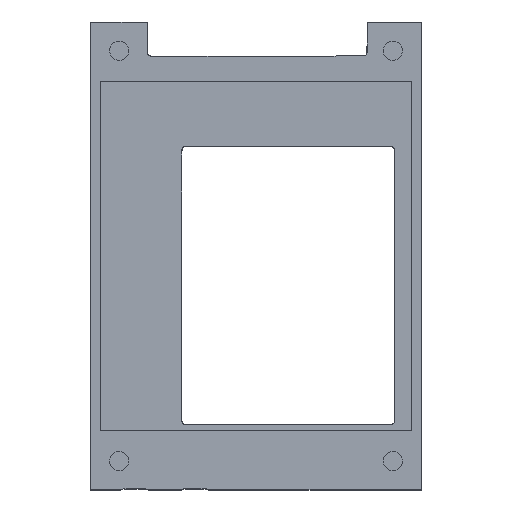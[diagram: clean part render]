
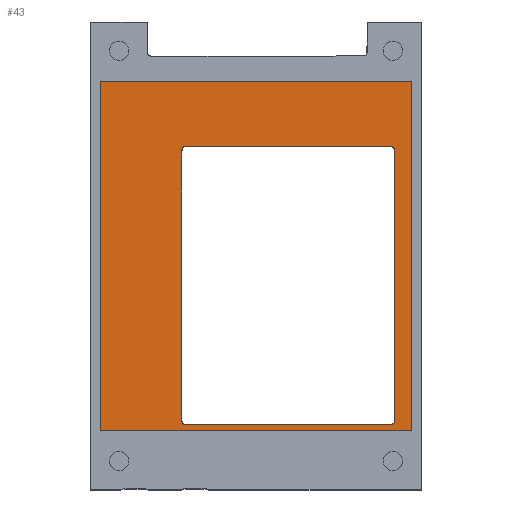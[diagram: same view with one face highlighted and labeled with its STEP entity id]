
A CAD part, top view. The second image highlights one B-rep face of the part: STEP entity #43.
In plain terms, the highlighted planar face has unit normal (0, 0, 1).
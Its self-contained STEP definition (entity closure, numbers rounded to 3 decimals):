
#43=ADVANCED_FACE($,(#85,#63),#491,.T.);
#63=FACE_BOUND($,#127,.T.);
#85=FACE_OUTER_BOUND($,#126,.T.);
#126=EDGE_LOOP($,(#259,#260,#261,#262));
#127=EDGE_LOOP($,(#263,#264));
#259=ORIENTED_EDGE($,*,*,#368,.T.);
#260=ORIENTED_EDGE($,*,*,#371,.T.);
#261=ORIENTED_EDGE($,*,*,#373,.T.);
#262=ORIENTED_EDGE($,*,*,#375,.T.);
#263=ORIENTED_EDGE($,*,*,#367,.T.);
#264=ORIENTED_EDGE($,*,*,#378,.T.);
#367=EDGE_CURVE($,#438,#444,#515,.T.);
#368=EDGE_CURVE($,#439,#440,#569,.T.);
#371=EDGE_CURVE($,#440,#441,#572,.T.);
#373=EDGE_CURVE($,#441,#442,#574,.T.);
#375=EDGE_CURVE($,#442,#439,#576,.T.);
#378=EDGE_CURVE($,#444,#438,#517,.T.);
#438=VERTEX_POINT($,#1354);
#439=VERTEX_POINT($,#1355);
#440=VERTEX_POINT($,#1356);
#441=VERTEX_POINT($,#1357);
#442=VERTEX_POINT($,#1358);
#444=VERTEX_POINT($,#1360);
#491=PLANE($,#688);
#515=(
BOUNDED_CURVE()
B_SPLINE_CURVE(3,(#1119,#1120,#1121,#1122,#1123,#1124,#1125,#1126,#1127,
#1128,#1129,#1130,#1131),.UNSPECIFIED.,.F.,.F.)
B_SPLINE_CURVE_WITH_KNOTS((4,3,3,3,4),(-17.,0.,0.628,23.128,
23.756),.UNSPECIFIED.)
CURVE()
GEOMETRIC_REPRESENTATION_ITEM()
RATIONAL_B_SPLINE_CURVE((1.,1.,1.,1.,0.805,0.805,
1.,1.,1.,1.,0.805,0.805,1.))
REPRESENTATION_ITEM($)
);
#517=(
BOUNDED_CURVE()
B_SPLINE_CURVE(3,(#1159,#1160,#1161,#1162,#1163,#1164,#1165,#1166,#1167,
#1168,#1169,#1170,#1171),.UNSPECIFIED.,.F.,.F.)
B_SPLINE_CURVE_WITH_KNOTS((4,3,3,3,4),(23.756,40.756,
41.385,63.885,64.513),.UNSPECIFIED.)
CURVE()
GEOMETRIC_REPRESENTATION_ITEM()
RATIONAL_B_SPLINE_CURVE((1.,1.,1.,1.,0.805,0.805,
1.,1.,1.,1.,0.805,0.805,1.))
REPRESENTATION_ITEM($)
);
#569=B_SPLINE_CURVE_WITH_KNOTS($,1,(#1132,#1133),.UNSPECIFIED.,.F.,.F.,(2,
2),(0.,26.),.UNSPECIFIED.);
#572=B_SPLINE_CURVE_WITH_KNOTS($,1,(#1138,#1139),.UNSPECIFIED.,.F.,.F.,(2,
2),(26.,55.2),.UNSPECIFIED.);
#574=B_SPLINE_CURVE_WITH_KNOTS($,1,(#1142,#1143),.UNSPECIFIED.,.F.,.F.,(2,
2),(55.2,81.2),.UNSPECIFIED.);
#576=B_SPLINE_CURVE_WITH_KNOTS($,1,(#1146,#1147),.UNSPECIFIED.,.F.,.F.,(2,
2),(81.2,110.4),.UNSPECIFIED.);
#688=AXIS2_PLACEMENT_3D($,#1300,#714,$);
#714=DIRECTION($,(0.,0.,1.));
#1119=CARTESIAN_POINT($,(11.2,74.79,17.64));
#1120=CARTESIAN_POINT($,(5.533,74.79,17.64));
#1121=CARTESIAN_POINT($,(-0.134,74.79,17.64));
#1122=CARTESIAN_POINT($,(-5.8,74.79,17.64));
#1123=CARTESIAN_POINT($,(-6.035,74.79,17.64));
#1124=CARTESIAN_POINT($,(-6.2,74.956,17.64));
#1125=CARTESIAN_POINT($,(-6.2,75.19,17.64));
#1126=CARTESIAN_POINT($,(-6.2,82.69,17.64));
#1127=CARTESIAN_POINT($,(-6.2,90.19,17.64));
#1128=CARTESIAN_POINT($,(-6.2,97.69,17.64));
#1129=CARTESIAN_POINT($,(-6.2,97.924,17.64));
#1130=CARTESIAN_POINT($,(-6.035,98.09,17.64));
#1131=CARTESIAN_POINT($,(-5.8,98.09,17.64));
#1132=CARTESIAN_POINT($,(-13.,74.302,17.64));
#1133=CARTESIAN_POINT($,(13.,74.302,17.64));
#1138=CARTESIAN_POINT($,(13.,74.302,17.64));
#1139=CARTESIAN_POINT($,(13.,103.502,17.64));
#1142=CARTESIAN_POINT($,(13.,103.502,17.64));
#1143=CARTESIAN_POINT($,(-13.,103.502,17.64));
#1146=CARTESIAN_POINT($,(-13.,103.502,17.64));
#1147=CARTESIAN_POINT($,(-13.,74.302,17.64));
#1159=CARTESIAN_POINT($,(-5.8,98.09,17.64));
#1160=CARTESIAN_POINT($,(-0.134,98.09,17.64));
#1161=CARTESIAN_POINT($,(5.533,98.09,17.64));
#1162=CARTESIAN_POINT($,(11.2,98.09,17.64));
#1163=CARTESIAN_POINT($,(11.434,98.09,17.64));
#1164=CARTESIAN_POINT($,(11.6,97.924,17.64));
#1165=CARTESIAN_POINT($,(11.6,97.69,17.64));
#1166=CARTESIAN_POINT($,(11.6,90.19,17.64));
#1167=CARTESIAN_POINT($,(11.6,82.69,17.64));
#1168=CARTESIAN_POINT($,(11.6,75.19,17.64));
#1169=CARTESIAN_POINT($,(11.6,74.956,17.64));
#1170=CARTESIAN_POINT($,(11.434,74.79,17.64));
#1171=CARTESIAN_POINT($,(11.2,74.79,17.64));
#1300=CARTESIAN_POINT($,(-13.,74.302,17.64));
#1354=CARTESIAN_POINT($,(11.2,74.79,17.64));
#1355=CARTESIAN_POINT($,(-13.,74.302,17.64));
#1356=CARTESIAN_POINT($,(13.,74.302,17.64));
#1357=CARTESIAN_POINT($,(13.,103.502,17.64));
#1358=CARTESIAN_POINT($,(-13.,103.502,17.64));
#1360=CARTESIAN_POINT($,(-5.8,98.09,17.64));
